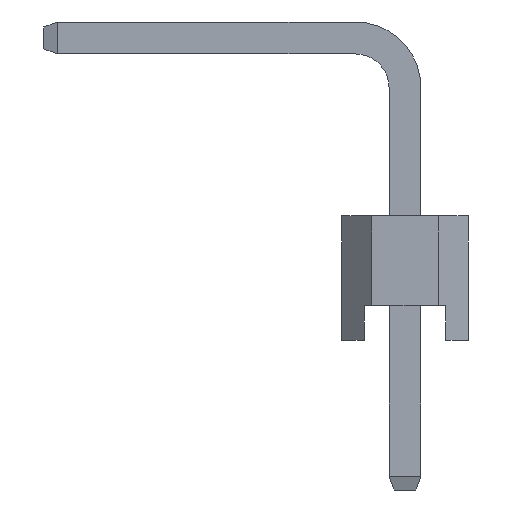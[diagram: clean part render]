
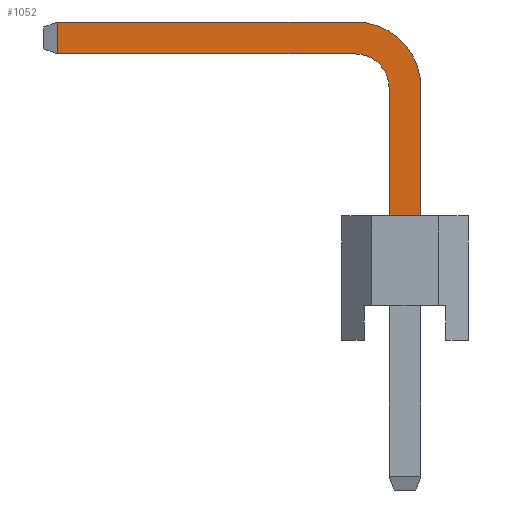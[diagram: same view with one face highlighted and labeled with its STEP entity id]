
A CAD part, left-side view. The second image highlights one B-rep face of the part: STEP entity #1052.
In plain terms, the highlighted planar face has unit normal (-1, 0, 0).
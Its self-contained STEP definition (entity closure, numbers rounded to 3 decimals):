
#1052=ADVANCED_FACE('',(#3202),#3204,.T.);
#3202=FACE_BOUND('',#3203,.T.);
#3203=EDGE_LOOP('',(#4969,#4970,#4971,#4972,#4973,#4974,#4975,#4976));
#3204=PLANE('',#3205);
#3205=AXIS2_PLACEMENT_3D('',#3206,#3207,#3208);
#3206=CARTESIAN_POINT('',(-0.32,0.32,-3.));
#3207=DIRECTION('',(-1.,0.,0.));
#3208=DIRECTION('',(0.,-1.,0.));
#4969=ORIENTED_EDGE('',*,*,#6042,.F.);
#4970=ORIENTED_EDGE('',*,*,#6043,.F.);
#4971=ORIENTED_EDGE('',*,*,#6044,.F.);
#4972=ORIENTED_EDGE('',*,*,#6031,.F.);
#4973=ORIENTED_EDGE('',*,*,#5650,.T.);
#4974=ORIENTED_EDGE('',*,*,#6041,.T.);
#4975=ORIENTED_EDGE('',*,*,#6045,.T.);
#4976=ORIENTED_EDGE('',*,*,#6046,.T.);
#5650=EDGE_CURVE('',#6388,#6392,#6394,.T.);
#6031=EDGE_CURVE('',#6388,#7033,#7034,.T.);
#6041=EDGE_CURVE('',#6392,#7049,#7051,.T.);
#6042=EDGE_CURVE('',#7052,#7053,#7054,.T.);
#6043=EDGE_CURVE('',#7055,#7052,#7056,.T.);
#6044=EDGE_CURVE('',#7033,#7055,#7057,.T.);
#6045=EDGE_CURVE('',#7049,#7058,#7059,.T.);
#6046=EDGE_CURVE('',#7058,#7053,#7060,.T.);
#6388=VERTEX_POINT('',#7626);
#6392=VERTEX_POINT('',#7634);
#6394=LINE('',#7638,#7639);
#7033=VERTEX_POINT('',#9067);
#7034=LINE('',#9068,#9069);
#7049=VERTEX_POINT('',#9103);
#7051=LINE('',#9107,#9108);
#7052=VERTEX_POINT('',#9110);
#7053=VERTEX_POINT('',#9111);
#7054=LINE('',#9112,#9113);
#7055=VERTEX_POINT('',#9115);
#7056=LINE('',#9116,#9117);
#7057=CIRCLE('',#9119,0.68);
#7058=VERTEX_POINT('',#9123);
#7059=CIRCLE('',#9124,1.32);
#7060=LINE('',#9128,#9129);
#7626=CARTESIAN_POINT('',(-0.32,0.32,2.5));
#7634=CARTESIAN_POINT('',(-0.32,-0.32,2.5));
#7638=CARTESIAN_POINT('',(-0.32,0.32,2.5));
#7639=VECTOR('',#7640,1.);
#7640=DIRECTION('',(0.,-1.,0.));
#9067=CARTESIAN_POINT('',(-0.32,0.32,5.07));
#9068=CARTESIAN_POINT('',(-0.32,0.32,2.5));
#9069=VECTOR('',#9070,1.);
#9070=DIRECTION('',(0.,0.,1.));
#9103=CARTESIAN_POINT('',(-0.32,-0.32,5.07));
#9107=CARTESIAN_POINT('',(-0.32,-0.32,2.5));
#9108=VECTOR('',#9109,1.);
#9109=DIRECTION('',(0.,0.,1.));
#9110=CARTESIAN_POINT('',(-0.32,6.975,5.75));
#9111=CARTESIAN_POINT('',(-0.32,6.975,6.39));
#9112=CARTESIAN_POINT('',(-0.32,6.975,5.75));
#9113=VECTOR('',#9114,1.);
#9114=DIRECTION('',(0.,0.,1.));
#9115=CARTESIAN_POINT('',(-0.32,1.,5.75));
#9116=CARTESIAN_POINT('',(-0.32,1.,5.75));
#9117=VECTOR('',#9118,1.);
#9118=DIRECTION('',(0.,1.,0.));
#9119=AXIS2_PLACEMENT_3D('',#9120,#9121,#9122);
#9120=CARTESIAN_POINT('',(-0.32,1.,5.07));
#9121=DIRECTION('',(-1.,-0.,0.));
#9122=DIRECTION('',(0.,-1.,0.));
#9123=CARTESIAN_POINT('',(-0.32,1.,6.39));
#9124=AXIS2_PLACEMENT_3D('',#9125,#9126,#9127);
#9125=CARTESIAN_POINT('',(-0.32,1.,5.07));
#9126=DIRECTION('',(-1.,-0.,0.));
#9127=DIRECTION('',(0.,-1.,0.));
#9128=CARTESIAN_POINT('',(-0.32,1.,6.39));
#9129=VECTOR('',#9130,1.);
#9130=DIRECTION('',(0.,1.,0.));
